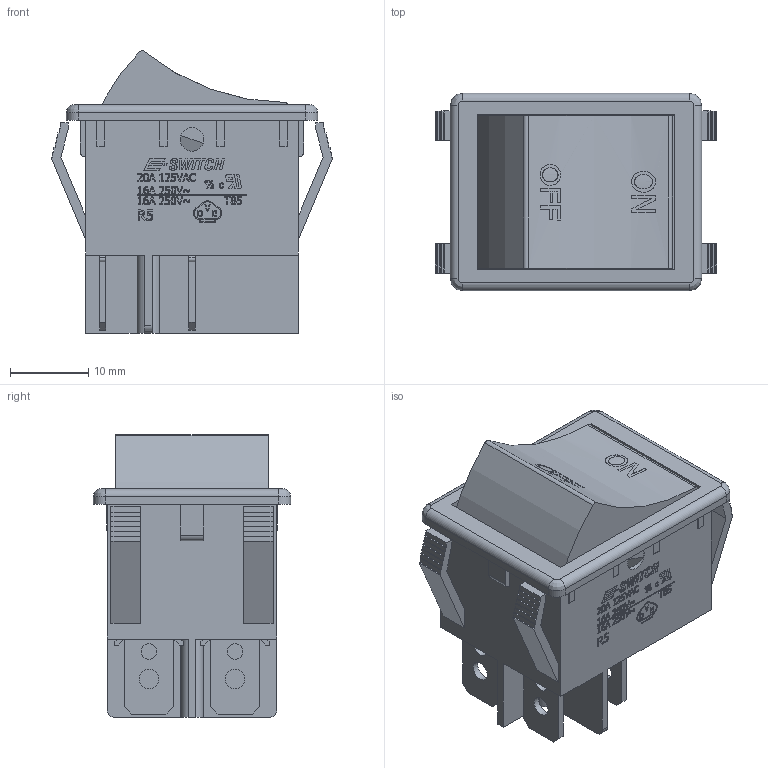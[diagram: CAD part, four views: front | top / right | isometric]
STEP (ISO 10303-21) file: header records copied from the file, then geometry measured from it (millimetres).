
FILE_DESCRIPTION((' '),'2;1');
FILE_NAME('R5AxxxxxxIF0.stp','2017-08-01T11:11:56',(' '),(' '),' ','ACIS',' ');
FILE_SCHEMA(('CONFIG_CONTROL_DESIGN'));
Length unit declared in the file: inch
Products named in the file (1): R5AxxxxxxIF0.stp
Bounding box: 36 x 25.2 x 36.1 mm (x, y, z)
Volume: 4827.4 mm3; surface area: 10050.3 mm2
Topology: 1 solids, 1 shells, 1260 faces, 3441 edges, 2280 vertices
Faces by surface type: plane 782, bspline 399, cylinder 77, cone 2
Full cylindrical faces by diameter (mm): 2 x4, 2.5 x4, 3 x4
Entity records: 42122 total; most frequent: CARTESIAN_POINT 12693, ORIENTED_EDGE 6850, DIRECTION 4551, EDGE_CURVE 3425, VECTOR 2439, LINE 2439, VERTEX_POINT 2276, EDGE_LOOP 1393
